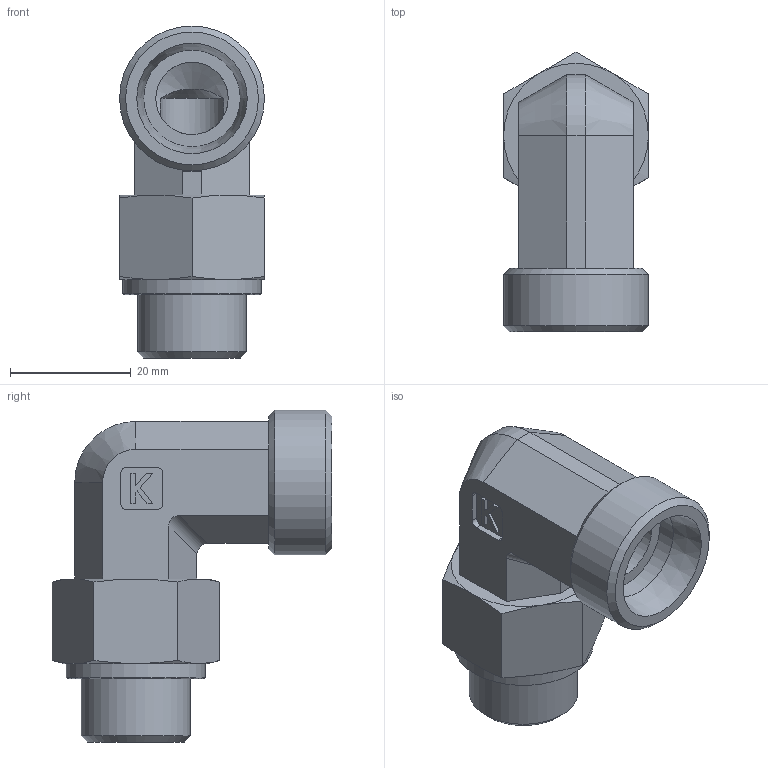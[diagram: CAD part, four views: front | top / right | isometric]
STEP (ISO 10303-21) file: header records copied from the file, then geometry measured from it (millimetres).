
FILE_DESCRIPTION((''),'2;1');
FILE_NAME('671511824.stp','2015-02-06T14:04:13',(''),('KNOMI spol. s r. o.'),'Autodesk Inventor 2012','Autodesk Inventor 2012','');
FILE_SCHEMA(('AUTOMOTIVE_DESIGN { 1 2 10303 214 0 1 1 1 }'));
Length unit declared in the file: millimetre
Products named in the file (3): ÚPS M18/M24 B; 6785161824; 6755118
Assembly tree (2 placements, depth 2):
  ÚPS M18/M24 B
    6785161824
    6755118
Bounding box: 24 x 46.36 x 55 mm (x, y, z)
Volume: 18990.9 mm3; surface area: 10679 mm2
Topology: 2 solids, 2 shells, 89 faces, 215 edges, 136 vertices
Faces by surface type: plane 46, cone 26, cylinder 17
Full cylindrical faces by diameter (mm): 10.5 x1, 12 x1, 16 x1, 16.376 x1, 17.999 x1, 18 x2, 23 x1, 24 x1
Entity records: 2578 total; most frequent: CARTESIAN_POINT 506, DIRECTION 406, ORIENTED_EDGE 376, EDGE_CURVE 188, AXIS2_PLACEMENT_3D 152, VERTEX_POINT 128, EDGE_LOOP 118, VECTOR 102
